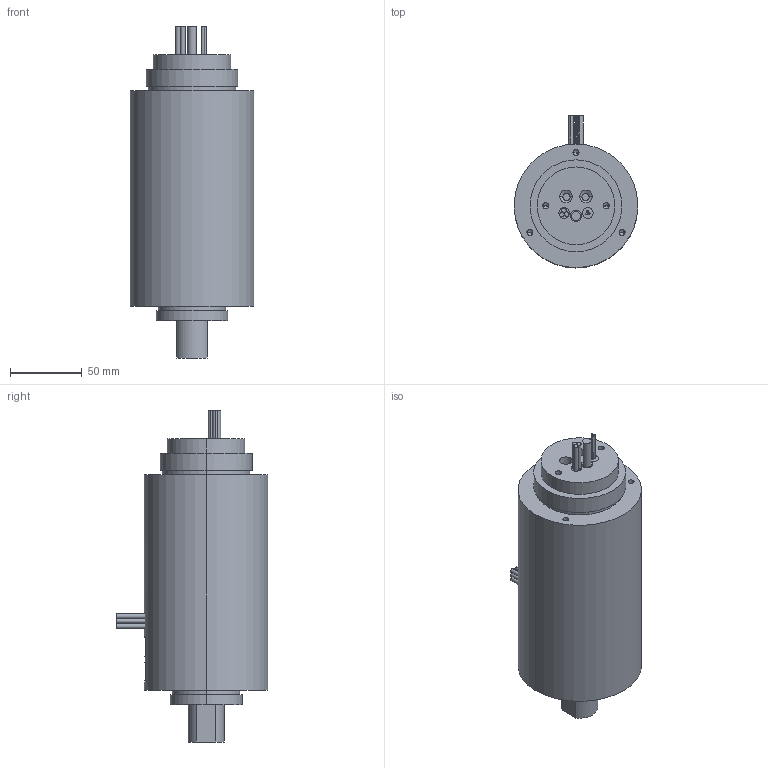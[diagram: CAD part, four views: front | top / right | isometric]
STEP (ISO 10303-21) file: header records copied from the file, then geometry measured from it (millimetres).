
FILE_DESCRIPTION (( 'STEP AP214' ), '1' );
FILE_NAME ('RX00812001--REPH200-P0330-S03-PROFINET.STEP', '2020-08-13T00:34:36', ( 'admin321' ), ( '' ), 'SwSTEP 2.0', 'SolidWorks 2014', '' );
FILE_SCHEMA (( 'AUTOMOTIVE_DESIGN' ));
Length unit declared in the file: millimetre
Products named in the file (1): RX00812001--REPH200-P0330-S03-PROFINET
Bounding box: 86 x 105.7 x 231 mm (x, y, z)
Volume: 969533.6 mm3; surface area: 66828.6 mm2
Topology: 1 solids, 1 shells, 142 faces, 310 edges, 187 vertices
Faces by surface type: cylinder 78, plane 38, cone 26
Entity records: 4207 total; most frequent: CARTESIAN_POINT 751, DIRECTION 724, ORIENTED_EDGE 576, AXIS2_PLACEMENT_3D 301, EDGE_CURVE 288, VERTEX_POINT 187, EDGE_LOOP 181, CIRCLE 158
